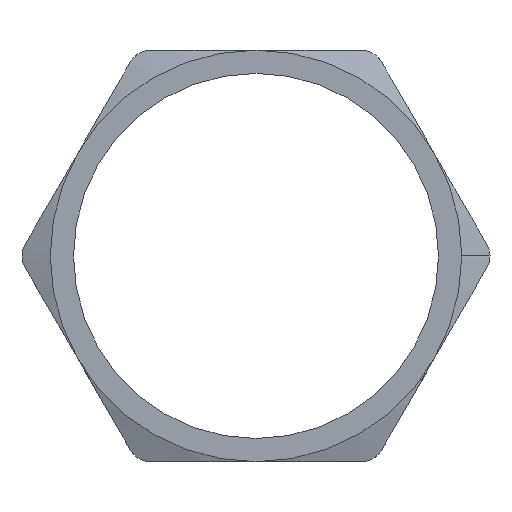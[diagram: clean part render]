
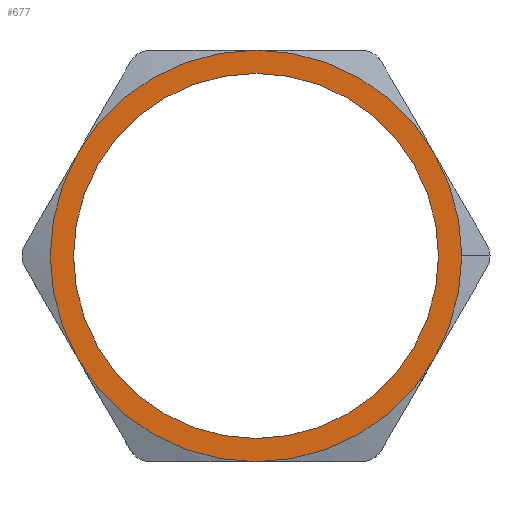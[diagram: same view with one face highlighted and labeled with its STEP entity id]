
A CAD part, top view. The second image highlights one B-rep face of the part: STEP entity #677.
In plain terms, the highlighted planar face has unit normal (0, 0, 1).
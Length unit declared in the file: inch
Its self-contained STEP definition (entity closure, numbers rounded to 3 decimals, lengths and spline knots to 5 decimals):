
#269 = VERTEX_POINT ( 'NONE', #1698 ) ;
#280 = EDGE_CURVE ( 'NONE', #269, #338, #1683, .T. ) ;
#325 = VERTEX_POINT ( 'NONE', #1779 ) ;
#327 = VERTEX_POINT ( 'NONE', #1778 ) ;
#338 = VERTEX_POINT ( 'NONE', #1822 ) ;
#341 = EDGE_CURVE ( 'NONE', #327, #325, #1821, .T. ) ;
#533 = VERTEX_POINT ( 'NONE', #2198 ) ;
#543 = VERTEX_POINT ( 'NONE', #2226 ) ;
#650 = VERTEX_POINT ( 'NONE', #2492 ) ;
#654 = ORIENTED_EDGE ( 'NONE', *, *, #655, .T. ) ;
#655 = EDGE_CURVE ( 'NONE', #338, #269, #2534, .T. ) ;
#656 = ORIENTED_EDGE ( 'NONE', *, *, #280, .T. ) ;
#657 = EDGE_LOOP ( 'NONE', ( #658, #660, #662, #664, #721, #723, #724 ) ) ;
#658 = ORIENTED_EDGE ( 'NONE', *, *, #659, .T. ) ;
#659 = EDGE_CURVE ( 'NONE', #650, #3504, #2529, .T. ) ;
#660 = ORIENTED_EDGE ( 'NONE', *, *, #661, .T. ) ;
#661 = EDGE_CURVE ( 'NONE', #3504, #3517, #2524, .T. ) ;
#662 = ORIENTED_EDGE ( 'NONE', *, *, #663, .T. ) ;
#663 = EDGE_CURVE ( 'NONE', #3517, #543, #2519, .T. ) ;
#664 = ORIENTED_EDGE ( 'NONE', *, *, #665, .T. ) ;
#665 = EDGE_CURVE ( 'NONE', #543, #533, #2514, .T. ) ;
#677 = ADVANCED_FACE ( 'NONE', ( #2542, #2541 ), #2540, .F. ) ;
#678 = EDGE_LOOP ( 'NONE', ( #654, #656 ) ) ;
#721 = ORIENTED_EDGE ( 'NONE', *, *, #722, .T. ) ;
#722 = EDGE_CURVE ( 'NONE', #533, #327, #2601, .T. ) ;
#723 = ORIENTED_EDGE ( 'NONE', *, *, #341, .T. ) ;
#724 = ORIENTED_EDGE ( 'NONE', *, *, #725, .T. ) ;
#725 = EDGE_CURVE ( 'NONE', #325, #650, #2663, .T. ) ;
#1680 = DIRECTION ( 'NONE',  ( -1., 0., 0. ) ) ;
#1681 = DIRECTION ( 'NONE',  ( 0., 0., -1. ) ) ;
#1682 = AXIS2_PLACEMENT_3D ( 'NONE', #1688, #1681, #1680 ) ;
#1683 = CIRCLE ( 'NONE', #1682, 0.785 ) ;
#1688 = CARTESIAN_POINT ( 'NONE',  ( 0., 0., 0.2 ) ) ;
#1698 = CARTESIAN_POINT ( 'NONE',  ( 0.785, 0., 0.2 ) ) ;
#1778 = CARTESIAN_POINT ( 'NONE',  ( 0.885, 0., 0.2 ) ) ;
#1779 = CARTESIAN_POINT ( 'NONE',  ( 0.76643, 0.4425, 0.2 ) ) ;
#1817 = DIRECTION ( 'NONE',  ( 1., 0., 0. ) ) ;
#1818 = DIRECTION ( 'NONE',  ( 0., 0., 1. ) ) ;
#1819 = CARTESIAN_POINT ( 'NONE',  ( 0., 0., 0.2 ) ) ;
#1820 = AXIS2_PLACEMENT_3D ( 'NONE', #1819, #1818, #1817 ) ;
#1821 = CIRCLE ( 'NONE', #1820, 0.885 ) ;
#1822 = CARTESIAN_POINT ( 'NONE',  ( -0.785, 0., 0.2 ) ) ;
#2198 = CARTESIAN_POINT ( 'NONE',  ( 0.76643, -0.4425, 0.2 ) ) ;
#2226 = CARTESIAN_POINT ( 'NONE',  ( 0., -0.885, 0.2 ) ) ;
#2492 = CARTESIAN_POINT ( 'NONE',  ( 0., 0.885, 0.2 ) ) ;
#2510 = DIRECTION ( 'NONE',  ( 1., 0., 0. ) ) ;
#2511 = DIRECTION ( 'NONE',  ( 0., 0., 1. ) ) ;
#2512 = CARTESIAN_POINT ( 'NONE',  ( 0., 0., 0.2 ) ) ;
#2513 = AXIS2_PLACEMENT_3D ( 'NONE', #2512, #2511, #2510 ) ;
#2514 = CIRCLE ( 'NONE', #2513, 0.885 ) ;
#2515 = DIRECTION ( 'NONE',  ( 1., 0., 0. ) ) ;
#2516 = DIRECTION ( 'NONE',  ( 0., 0., 1. ) ) ;
#2517 = CARTESIAN_POINT ( 'NONE',  ( 0., 0., 0.2 ) ) ;
#2518 = AXIS2_PLACEMENT_3D ( 'NONE', #2517, #2516, #2515 ) ;
#2519 = CIRCLE ( 'NONE', #2518, 0.885 ) ;
#2520 = DIRECTION ( 'NONE',  ( 1., 0., 0. ) ) ;
#2521 = DIRECTION ( 'NONE',  ( 0., 0., 1. ) ) ;
#2522 = CARTESIAN_POINT ( 'NONE',  ( 0., 0., 0.2 ) ) ;
#2523 = AXIS2_PLACEMENT_3D ( 'NONE', #2522, #2521, #2520 ) ;
#2524 = CIRCLE ( 'NONE', #2523, 0.885 ) ;
#2525 = DIRECTION ( 'NONE',  ( 1., 0., 0. ) ) ;
#2526 = DIRECTION ( 'NONE',  ( 0., 0., 1. ) ) ;
#2527 = CARTESIAN_POINT ( 'NONE',  ( 0., 0., 0.2 ) ) ;
#2528 = AXIS2_PLACEMENT_3D ( 'NONE', #2527, #2526, #2525 ) ;
#2529 = CIRCLE ( 'NONE', #2528, 0.885 ) ;
#2530 = DIRECTION ( 'NONE',  ( -1., 0., 0. ) ) ;
#2531 = DIRECTION ( 'NONE',  ( 0., 0., -1. ) ) ;
#2532 = CARTESIAN_POINT ( 'NONE',  ( 0., 0., 0.2 ) ) ;
#2533 = AXIS2_PLACEMENT_3D ( 'NONE', #2532, #2531, #2530 ) ;
#2534 = CIRCLE ( 'NONE', #2533, 0.785 ) ;
#2536 = DIRECTION ( 'NONE',  ( -1., 0., 0. ) ) ;
#2537 = DIRECTION ( 'NONE',  ( 0., 0., -1. ) ) ;
#2538 = CARTESIAN_POINT ( 'NONE',  ( -0.51095, 0.885, 0.2 ) ) ;
#2539 = AXIS2_PLACEMENT_3D ( 'NONE', #2538, #2537, #2536 ) ;
#2540 = PLANE ( 'NONE',  #2539 ) ;
#2541 = FACE_OUTER_BOUND ( 'NONE', #657, .T. ) ;
#2542 = FACE_BOUND ( 'NONE', #678, .T. ) ;
#2598 = DIRECTION ( 'NONE',  ( 1., 0., 0. ) ) ;
#2599 = DIRECTION ( 'NONE',  ( 0., 0., 1. ) ) ;
#2600 = AXIS2_PLACEMENT_3D ( 'NONE', #2605, #2599, #2598 ) ;
#2601 = CIRCLE ( 'NONE', #2600, 0.885 ) ;
#2605 = CARTESIAN_POINT ( 'NONE',  ( 0., 0., 0.2 ) ) ;
#2659 = DIRECTION ( 'NONE',  ( 1., 0., 0. ) ) ;
#2660 = DIRECTION ( 'NONE',  ( 0., 0., 1. ) ) ;
#2661 = CARTESIAN_POINT ( 'NONE',  ( 0., 0., 0.2 ) ) ;
#2662 = AXIS2_PLACEMENT_3D ( 'NONE', #2661, #2660, #2659 ) ;
#2663 = CIRCLE ( 'NONE', #2662, 0.885 ) ;
#3378 = CARTESIAN_POINT ( 'NONE',  ( -0.76643, 0.4425, 0.2 ) ) ;
#3399 = CARTESIAN_POINT ( 'NONE',  ( -0.76643, -0.4425, 0.2 ) ) ;
#3504 = VERTEX_POINT ( 'NONE', #3378 ) ;
#3517 = VERTEX_POINT ( 'NONE', #3399 ) ;
